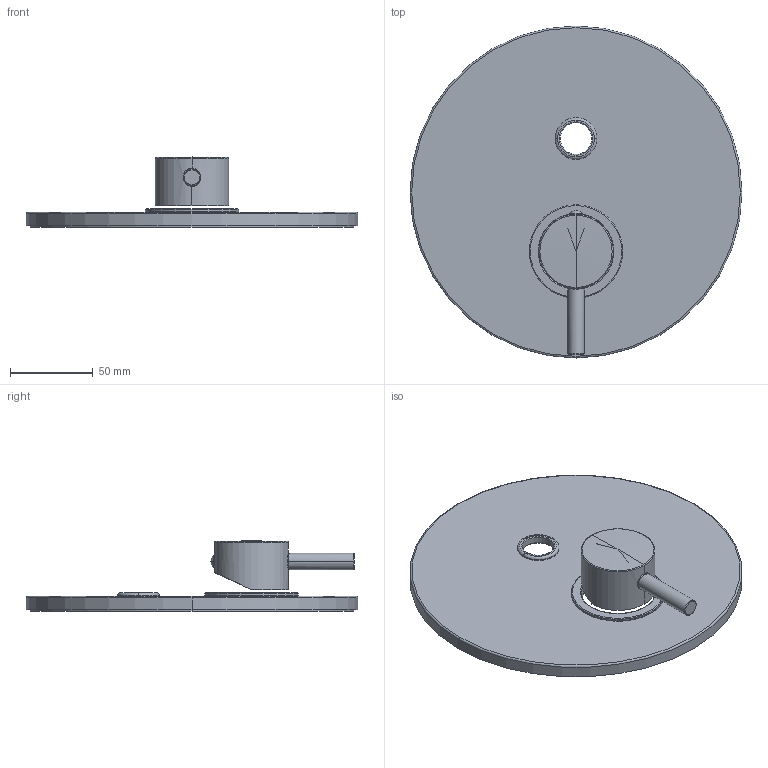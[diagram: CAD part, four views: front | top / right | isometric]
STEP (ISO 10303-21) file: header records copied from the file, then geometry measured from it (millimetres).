
FILE_DESCRIPTION((''),'2;1');
FILE_NAME('LIG015CREST','2021-11-04T13:14:24',('ut3'),('PAFFONI SpA'),'CREO PARAMETRIC BY PTC INC, 2020044','CREO PARAMETRIC BY PTC INC, 2020044','');
FILE_SCHEMA(('CONFIG_CONTROL_DESIGN','SHAPE_APPEARANCE_LAYERS_GROUPS'));
Length unit declared in the file: millimetre
Products named in the file (1): LIG015CREST
Bounding box: 200 x 200 x 42.39 mm (x, y, z)
Volume: 161668.6 mm3; surface area: 91926 mm2
Topology: 2 solids, 2 shells, 224 faces, 515 edges, 300 vertices
Faces by surface type: cylinder 64, plane 55, torus 46, bspline 22, cone 19, sphere 18
Entity records: 9979 total; most frequent: CARTESIAN_POINT 3396, DIRECTION 1068, ORIENTED_EDGE 1022, EDGE_CURVE 511, AXIS2_PLACEMENT_3D 451, VERTEX_POINT 300, CIRCLE 249, EDGE_LOOP 245
